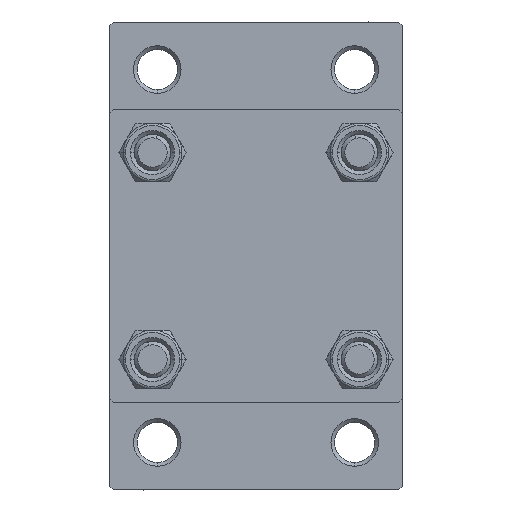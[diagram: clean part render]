
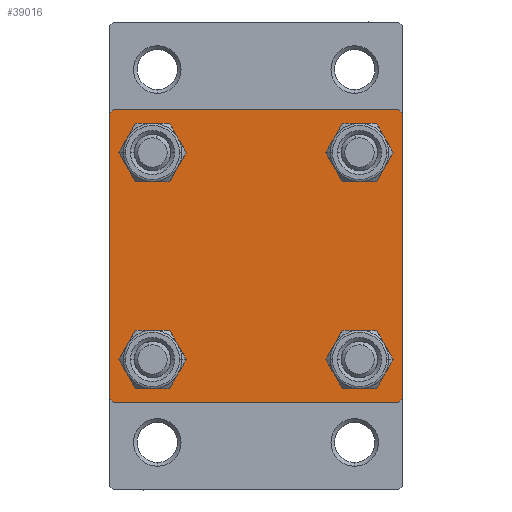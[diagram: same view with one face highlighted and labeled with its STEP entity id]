
A CAD part, left-side view. The second image highlights one B-rep face of the part: STEP entity #39016.
In plain terms, the highlighted planar face has unit normal (-1, 0, 0).
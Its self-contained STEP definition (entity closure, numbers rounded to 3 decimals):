
#106 = VERTEX_POINT ( 'NONE', #29073 ) ;
#325 = ORIENTED_EDGE ( 'NONE', *, *, #22236, .T. ) ;
#806 = EDGE_CURVE ( 'NONE', #36496, #2825, #4772, .T. ) ;
#1109 = CARTESIAN_POINT ( 'NONE',  ( 0., 14.15, -14.15 ) ) ;
#1217 = VECTOR ( 'NONE', #28247, 1000. ) ;
#1497 = FACE_BOUND ( 'NONE', #38504, .T. ) ;
#2067 = CARTESIAN_POINT ( 'NONE',  ( 0., -14.15, 17.15 ) ) ;
#2374 = ORIENTED_EDGE ( 'NONE', *, *, #24352, .T. ) ;
#2825 = VERTEX_POINT ( 'NONE', #32757 ) ;
#3041 = CARTESIAN_POINT ( 'NONE',  ( 0., -14.15, 11.15 ) ) ;
#3270 = CARTESIAN_POINT ( 'NONE',  ( 0., 14.15, -14.15 ) ) ;
#3497 = DIRECTION ( 'NONE',  ( -1., 0., 0. ) ) ;
#4093 = CARTESIAN_POINT ( 'NONE',  ( 0., -14.15, 14.15 ) ) ;
#4608 = VERTEX_POINT ( 'NONE', #3041 ) ;
#4630 = AXIS2_PLACEMENT_3D ( 'NONE', #31404, #42360, #9714 ) ;
#4772 = CIRCLE ( 'NONE', #27579, 3. ) ;
#5013 = EDGE_LOOP ( 'NONE', ( #31385, #16524 ) ) ;
#5040 = VECTOR ( 'NONE', #30082, 1000. ) ;
#5101 = DIRECTION ( 'NONE',  ( 0., 0.707, 0.707 ) ) ;
#5874 = CARTESIAN_POINT ( 'NONE',  ( 0., -14.15, -17.15 ) ) ;
#6533 = ORIENTED_EDGE ( 'NONE', *, *, #44633, .T. ) ;
#6912 = CIRCLE ( 'NONE', #4630, 3. ) ;
#7050 = FACE_BOUND ( 'NONE', #32404, .T. ) ;
#7773 = DIRECTION ( 'NONE',  ( 0., 0., 1. ) ) ;
#8021 = ORIENTED_EDGE ( 'NONE', *, *, #18409, .F. ) ;
#8167 = EDGE_CURVE ( 'NONE', #24514, #18918, #21083, .T. ) ;
#8711 = DIRECTION ( 'NONE',  ( 0., 0., 1. ) ) ;
#9003 = CIRCLE ( 'NONE', #37896, 3. ) ;
#9326 = CARTESIAN_POINT ( 'NONE',  ( 0., 14.15, 14.15 ) ) ;
#9448 = EDGE_CURVE ( 'NONE', #106, #24514, #38169, .T. ) ;
#9714 = DIRECTION ( 'NONE',  ( 0., 0., 1. ) ) ;
#9959 = CARTESIAN_POINT ( 'NONE',  ( 0., -20., 20. ) ) ;
#10165 = CARTESIAN_POINT ( 'NONE',  ( 0., -14.15, -11.15 ) ) ;
#10256 = ORIENTED_EDGE ( 'NONE', *, *, #806, .T. ) ;
#11483 = DIRECTION ( 'NONE',  ( 0., 0., 1. ) ) ;
#12055 = DIRECTION ( 'NONE',  ( 0., -1., 0. ) ) ;
#13486 = CARTESIAN_POINT ( 'NONE',  ( 0., 14.15, 17.15 ) ) ;
#13909 = CIRCLE ( 'NONE', #42821, 3. ) ;
#13923 = LINE ( 'NONE', #14154, #28873 ) ;
#14154 = CARTESIAN_POINT ( 'NONE',  ( 0., 20., -20. ) ) ;
#15360 = CARTESIAN_POINT ( 'NONE',  ( 0., 19.5, 20. ) ) ;
#15533 = CARTESIAN_POINT ( 'NONE',  ( 0., 20., 20. ) ) ;
#15985 = FACE_BOUND ( 'NONE', #20941, .T. ) ;
#16259 = LINE ( 'NONE', #38178, #18247 ) ;
#16272 = CARTESIAN_POINT ( 'NONE',  ( 0., -19.75, 19.75 ) ) ;
#16412 = EDGE_CURVE ( 'NONE', #4608, #24366, #39725, .T. ) ;
#16524 = ORIENTED_EDGE ( 'NONE', *, *, #38285, .T. ) ;
#17066 = CIRCLE ( 'NONE', #22387, 3. ) ;
#17321 = ORIENTED_EDGE ( 'NONE', *, *, #32043, .T. ) ;
#17451 = VERTEX_POINT ( 'NONE', #5874 ) ;
#17521 = EDGE_LOOP ( 'NONE', ( #43777, #25959, #6533, #31394, #23989, #33743, #8021, #17321 ) ) ;
#17524 = DIRECTION ( 'NONE',  ( 0., 0., 1. ) ) ;
#18247 = VECTOR ( 'NONE', #45340, 1000. ) ;
#18381 = CARTESIAN_POINT ( 'NONE',  ( 0., 14.15, 14.15 ) ) ;
#18409 = EDGE_CURVE ( 'NONE', #22152, #34041, #37296, .T. ) ;
#18556 = VERTEX_POINT ( 'NONE', #43481 ) ;
#18669 = EDGE_CURVE ( 'NONE', #43625, #34041, #37011, .T. ) ;
#18918 = VERTEX_POINT ( 'NONE', #25303 ) ;
#19008 = CARTESIAN_POINT ( 'NONE',  ( 0., -19.5, 20. ) ) ;
#19632 = DIRECTION ( 'NONE',  ( 1., 0., 0. ) ) ;
#19922 = CARTESIAN_POINT ( 'NONE',  ( 0., -20., -19.5 ) ) ;
#20018 = VECTOR ( 'NONE', #5101, 1000. ) ;
#20941 = EDGE_LOOP ( 'NONE', ( #2374, #41229 ) ) ;
#21083 = LINE ( 'NONE', #24896, #1217 ) ;
#21560 = PLANE ( 'NONE',  #34841 ) ;
#21866 = ORIENTED_EDGE ( 'NONE', *, *, #26601, .T. ) ;
#22152 = VERTEX_POINT ( 'NONE', #15360 ) ;
#22236 = EDGE_CURVE ( 'NONE', #2825, #36496, #13909, .T. ) ;
#22387 = AXIS2_PLACEMENT_3D ( 'NONE', #9326, #31955, #27910 ) ;
#23989 = ORIENTED_EDGE ( 'NONE', *, *, #28533, .F. ) ;
#24352 = EDGE_CURVE ( 'NONE', #44309, #17451, #33756, .T. ) ;
#24366 = VERTEX_POINT ( 'NONE', #2067 ) ;
#24511 = AXIS2_PLACEMENT_3D ( 'NONE', #30858, #19632, #34176 ) ;
#24514 = VERTEX_POINT ( 'NONE', #40525 ) ;
#24896 = CARTESIAN_POINT ( 'NONE',  ( 0., 19.75, -19.75 ) ) ;
#25112 = VERTEX_POINT ( 'NONE', #13486 ) ;
#25186 = DIRECTION ( 'NONE',  ( 0., 0., -1. ) ) ;
#25265 = DIRECTION ( 'NONE',  ( 0., 0., 1. ) ) ;
#25303 = CARTESIAN_POINT ( 'NONE',  ( 0., 19.5, -20. ) ) ;
#25794 = EDGE_CURVE ( 'NONE', #25112, #29784, #17066, .T. ) ;
#25959 = ORIENTED_EDGE ( 'NONE', *, *, #8167, .T. ) ;
#25961 = DIRECTION ( 'NONE',  ( 1., 0., 0. ) ) ;
#26601 = EDGE_CURVE ( 'NONE', #24366, #4608, #30807, .T. ) ;
#27116 = DIRECTION ( 'NONE',  ( 1., 0., 0. ) ) ;
#27579 = AXIS2_PLACEMENT_3D ( 'NONE', #3270, #28733, #17524 ) ;
#27910 = DIRECTION ( 'NONE',  ( 0., 0., 1. ) ) ;
#28247 = DIRECTION ( 'NONE',  ( 0., -0.707, -0.707 ) ) ;
#28533 = EDGE_CURVE ( 'NONE', #43625, #30288, #43319, .T. ) ;
#28733 = DIRECTION ( 'NONE',  ( 1., 0., 0. ) ) ;
#28873 = VECTOR ( 'NONE', #32027, 1000. ) ;
#29073 = CARTESIAN_POINT ( 'NONE',  ( 0., 20., 19.5 ) ) ;
#29352 = VECTOR ( 'NONE', #25186, 1000. ) ;
#29678 = DIRECTION ( 'NONE',  ( 1., 0., 0. ) ) ;
#29784 = VERTEX_POINT ( 'NONE', #36515 ) ;
#30082 = DIRECTION ( 'NONE',  ( 0., 0., -1. ) ) ;
#30288 = VERTEX_POINT ( 'NONE', #19922 ) ;
#30807 = CIRCLE ( 'NONE', #35358, 3. ) ;
#30858 = CARTESIAN_POINT ( 'NONE',  ( 0., -14.15, 14.15 ) ) ;
#31385 = ORIENTED_EDGE ( 'NONE', *, *, #25794, .T. ) ;
#31394 = ORIENTED_EDGE ( 'NONE', *, *, #45847, .T. ) ;
#31404 = CARTESIAN_POINT ( 'NONE',  ( 0., -14.15, -14.15 ) ) ;
#31955 = DIRECTION ( 'NONE',  ( 1., 0., 0. ) ) ;
#32027 = DIRECTION ( 'NONE',  ( 0., -1., 0. ) ) ;
#32043 = EDGE_CURVE ( 'NONE', #22152, #106, #35161, .T. ) ;
#32404 = EDGE_LOOP ( 'NONE', ( #10256, #325 ) ) ;
#32757 = CARTESIAN_POINT ( 'NONE',  ( 0., 14.15, -17.15 ) ) ;
#33743 = ORIENTED_EDGE ( 'NONE', *, *, #18669, .T. ) ;
#33756 = CIRCLE ( 'NONE', #41388, 3. ) ;
#34041 = VERTEX_POINT ( 'NONE', #19008 ) ;
#34176 = DIRECTION ( 'NONE',  ( 0., 0., 1. ) ) ;
#34482 = CARTESIAN_POINT ( 'NONE',  ( 0., 14.15, -11.15 ) ) ;
#34841 = AXIS2_PLACEMENT_3D ( 'NONE', #36092, #3497, #11483 ) ;
#35161 = LINE ( 'NONE', #42791, #43163 ) ;
#35358 = AXIS2_PLACEMENT_3D ( 'NONE', #4093, #25961, #25265 ) ;
#36092 = CARTESIAN_POINT ( 'NONE',  ( 0., 0., 0. ) ) ;
#36496 = VERTEX_POINT ( 'NONE', #34482 ) ;
#36515 = CARTESIAN_POINT ( 'NONE',  ( 0., 14.15, 11.15 ) ) ;
#36739 = CARTESIAN_POINT ( 'NONE',  ( 0., -20., 19.5 ) ) ;
#37011 = LINE ( 'NONE', #16272, #20018 ) ;
#37296 = LINE ( 'NONE', #44938, #41285 ) ;
#37896 = AXIS2_PLACEMENT_3D ( 'NONE', #18381, #27116, #41422 ) ;
#38169 = LINE ( 'NONE', #15533, #5040 ) ;
#38178 = CARTESIAN_POINT ( 'NONE',  ( 0., -19.75, -19.75 ) ) ;
#38285 = EDGE_CURVE ( 'NONE', #29784, #25112, #9003, .T. ) ;
#38504 = EDGE_LOOP ( 'NONE', ( #21866, #39289 ) ) ;
#39016 = ADVANCED_FACE ( 'NONE', ( #1497, #15985, #7050, #43490, #43257 ), #21560, .T. ) ;
#39289 = ORIENTED_EDGE ( 'NONE', *, *, #16412, .T. ) ;
#39725 = CIRCLE ( 'NONE', #24511, 3. ) ;
#40525 = CARTESIAN_POINT ( 'NONE',  ( 0., 20., -19.5 ) ) ;
#41229 = ORIENTED_EDGE ( 'NONE', *, *, #46509, .T. ) ;
#41285 = VECTOR ( 'NONE', #12055, 1000. ) ;
#41351 = DIRECTION ( 'NONE',  ( 1., 0., 0. ) ) ;
#41388 = AXIS2_PLACEMENT_3D ( 'NONE', #44694, #41351, #8711 ) ;
#41422 = DIRECTION ( 'NONE',  ( 0., 0., 1. ) ) ;
#42360 = DIRECTION ( 'NONE',  ( 1., 0., 0. ) ) ;
#42561 = DIRECTION ( 'NONE',  ( 0., 0.707, -0.707 ) ) ;
#42791 = CARTESIAN_POINT ( 'NONE',  ( 0., 19.75, 19.75 ) ) ;
#42821 = AXIS2_PLACEMENT_3D ( 'NONE', #1109, #29678, #7773 ) ;
#43163 = VECTOR ( 'NONE', #42561, 1000. ) ;
#43257 = FACE_OUTER_BOUND ( 'NONE', #17521, .T. ) ;
#43319 = LINE ( 'NONE', #9959, #29352 ) ;
#43481 = CARTESIAN_POINT ( 'NONE',  ( 0., -19.5, -20. ) ) ;
#43490 = FACE_BOUND ( 'NONE', #5013, .T. ) ;
#43625 = VERTEX_POINT ( 'NONE', #36739 ) ;
#43777 = ORIENTED_EDGE ( 'NONE', *, *, #9448, .T. ) ;
#44309 = VERTEX_POINT ( 'NONE', #10165 ) ;
#44633 = EDGE_CURVE ( 'NONE', #18918, #18556, #13923, .T. ) ;
#44694 = CARTESIAN_POINT ( 'NONE',  ( 0., -14.15, -14.15 ) ) ;
#44938 = CARTESIAN_POINT ( 'NONE',  ( 0., 20., 20. ) ) ;
#45340 = DIRECTION ( 'NONE',  ( 0., -0.707, 0.707 ) ) ;
#45847 = EDGE_CURVE ( 'NONE', #18556, #30288, #16259, .T. ) ;
#46509 = EDGE_CURVE ( 'NONE', #17451, #44309, #6912, .T. ) ;
